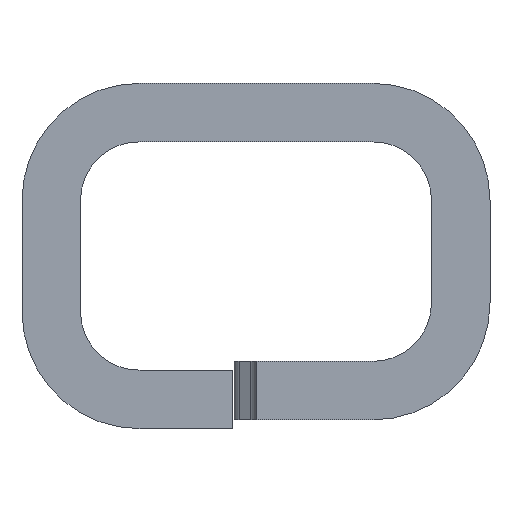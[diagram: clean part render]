
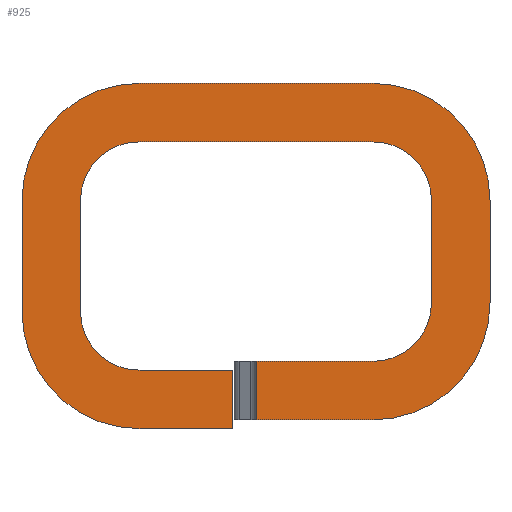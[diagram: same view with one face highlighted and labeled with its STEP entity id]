
A CAD part, front view. The second image highlights one B-rep face of the part: STEP entity #925.
In plain terms, the highlighted planar face has unit normal (0, -1, 0).
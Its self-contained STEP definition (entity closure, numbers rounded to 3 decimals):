
#131 = VERTEX_POINT('',#132);
#132 = CARTESIAN_POINT('',(0.,-0.4,0.23));
#138 = EDGE_CURVE('',#139,#131,#141,.T.);
#139 = VERTEX_POINT('',#140);
#140 = CARTESIAN_POINT('',(0.4,-0.4,0.23));
#141 = LINE('',#142,#143);
#142 = CARTESIAN_POINT('',(0.,-0.4,0.23));
#143 = VECTOR('',#144,1.);
#144 = DIRECTION('',(-1.,0.,0.));
#170 = VERTEX_POINT('',#171);
#171 = CARTESIAN_POINT('',(0.,-0.4,0.03));
#177 = EDGE_CURVE('',#131,#170,#178,.T.);
#178 = LINE('',#179,#180);
#179 = CARTESIAN_POINT('',(0.,-0.4,0.23));
#180 = VECTOR('',#181,1.);
#181 = DIRECTION('',(0.,0.,-1.));
#200 = VERTEX_POINT('',#201);
#201 = CARTESIAN_POINT('',(0.4,-0.4,0.03));
#207 = EDGE_CURVE('',#170,#200,#208,.T.);
#208 = LINE('',#209,#210);
#209 = CARTESIAN_POINT('',(0.,-0.4,0.03));
#210 = VECTOR('',#211,1.);
#211 = DIRECTION('',(1.,0.,0.));
#291 = VERTEX_POINT('',#292);
#292 = CARTESIAN_POINT('',(0.8,-0.4,0.43));
#298 = EDGE_CURVE('',#200,#291,#299,.T.);
#299 = CIRCLE('',#300,0.4);
#300 = AXIS2_PLACEMENT_3D('',#301,#302,#303);
#301 = CARTESIAN_POINT('',(0.4,-0.4,0.43));
#302 = DIRECTION('',(0.,-1.,0.));
#303 = DIRECTION('',(1.,0.,0.));
#323 = VERTEX_POINT('',#324);
#324 = CARTESIAN_POINT('',(0.8,-0.4,0.78));
#330 = EDGE_CURVE('',#291,#323,#331,.T.);
#331 = LINE('',#332,#333);
#332 = CARTESIAN_POINT('',(0.8,-0.4,0.78));
#333 = VECTOR('',#334,1.);
#334 = DIRECTION('',(0.,0.,1.));
#355 = VERTEX_POINT('',#356);
#356 = CARTESIAN_POINT('',(0.4,-0.4,1.18));
#362 = EDGE_CURVE('',#323,#355,#363,.T.);
#363 = CIRCLE('',#364,0.4);
#364 = AXIS2_PLACEMENT_3D('',#365,#366,#367);
#365 = CARTESIAN_POINT('',(0.4,-0.4,0.78));
#366 = DIRECTION('',(0.,-1.,0.));
#367 = DIRECTION('',(-1.,0.,0.));
#387 = VERTEX_POINT('',#388);
#388 = CARTESIAN_POINT('',(-0.4,-0.4,1.18));
#394 = EDGE_CURVE('',#355,#387,#395,.T.);
#395 = LINE('',#396,#397);
#396 = CARTESIAN_POINT('',(-0.4,-0.4,1.18));
#397 = VECTOR('',#398,1.);
#398 = DIRECTION('',(-1.,0.,0.));
#419 = VERTEX_POINT('',#420);
#420 = CARTESIAN_POINT('',(-0.8,-0.4,0.78));
#426 = EDGE_CURVE('',#387,#419,#427,.T.);
#427 = CIRCLE('',#428,0.4);
#428 = AXIS2_PLACEMENT_3D('',#429,#430,#431);
#429 = CARTESIAN_POINT('',(-0.4,-0.4,0.78));
#430 = DIRECTION('',(0.,-1.,0.));
#431 = DIRECTION('',(1.,0.,0.));
#451 = VERTEX_POINT('',#452);
#452 = CARTESIAN_POINT('',(-0.8,-0.4,0.4));
#458 = EDGE_CURVE('',#419,#451,#459,.T.);
#459 = LINE('',#460,#461);
#460 = CARTESIAN_POINT('',(-0.8,-0.4,0.78));
#461 = VECTOR('',#462,1.);
#462 = DIRECTION('',(0.,0.,-1.));
#483 = VERTEX_POINT('',#484);
#484 = CARTESIAN_POINT('',(-0.4,-0.4,0.));
#490 = EDGE_CURVE('',#451,#483,#491,.T.);
#491 = CIRCLE('',#492,0.4);
#492 = AXIS2_PLACEMENT_3D('',#493,#494,#495);
#493 = CARTESIAN_POINT('',(-0.4,-0.4,0.4));
#494 = DIRECTION('',(0.,-1.,0.));
#495 = DIRECTION('',(-1.,0.,0.));
#583 = VERTEX_POINT('',#584);
#584 = CARTESIAN_POINT('',(-0.08,-0.4,0.));
#590 = EDGE_CURVE('',#483,#583,#591,.T.);
#591 = LINE('',#592,#593);
#592 = CARTESIAN_POINT('',(-0.16,-0.4,0.));
#593 = VECTOR('',#594,1.);
#594 = DIRECTION('',(1.,0.,0.));
#616 = VERTEX_POINT('',#617);
#617 = CARTESIAN_POINT('',(-0.4,-0.4,0.2));
#623 = EDGE_CURVE('',#624,#616,#626,.T.);
#624 = VERTEX_POINT('',#625);
#625 = CARTESIAN_POINT('',(-0.08,-0.4,0.2));
#626 = LINE('',#627,#628);
#627 = CARTESIAN_POINT('',(-0.16,-0.4,0.2));
#628 = VECTOR('',#629,1.);
#629 = DIRECTION('',(-1.,0.,0.));
#714 = EDGE_CURVE('',#616,#715,#717,.T.);
#715 = VERTEX_POINT('',#716);
#716 = CARTESIAN_POINT('',(-0.6,-0.4,0.4));
#717 = CIRCLE('',#718,0.2);
#718 = AXIS2_PLACEMENT_3D('',#719,#720,#721);
#719 = CARTESIAN_POINT('',(-0.4,-0.4,0.4));
#720 = DIRECTION('',(0.,1.,0.));
#721 = DIRECTION('',(1.,0.,0.));
#755 = VERTEX_POINT('',#756);
#756 = CARTESIAN_POINT('',(-0.6,-0.4,0.78));
#762 = EDGE_CURVE('',#715,#755,#763,.T.);
#763 = LINE('',#764,#765);
#764 = CARTESIAN_POINT('',(-0.6,-0.4,0.78));
#765 = VECTOR('',#766,1.);
#766 = DIRECTION('',(0.,0.,1.));
#778 = EDGE_CURVE('',#755,#779,#781,.T.);
#779 = VERTEX_POINT('',#780);
#780 = CARTESIAN_POINT('',(-0.4,-0.4,0.98));
#781 = CIRCLE('',#782,0.2);
#782 = AXIS2_PLACEMENT_3D('',#783,#784,#785);
#783 = CARTESIAN_POINT('',(-0.4,-0.4,0.78));
#784 = DIRECTION('',(0.,1.,0.));
#785 = DIRECTION('',(1.,0.,0.));
#819 = VERTEX_POINT('',#820);
#820 = CARTESIAN_POINT('',(0.4,-0.4,0.98));
#826 = EDGE_CURVE('',#779,#819,#827,.T.);
#827 = LINE('',#828,#829);
#828 = CARTESIAN_POINT('',(-0.4,-0.4,0.98));
#829 = VECTOR('',#830,1.);
#830 = DIRECTION('',(1.,0.,0.));
#842 = EDGE_CURVE('',#819,#843,#845,.T.);
#843 = VERTEX_POINT('',#844);
#844 = CARTESIAN_POINT('',(0.6,-0.4,0.78));
#845 = CIRCLE('',#846,0.2);
#846 = AXIS2_PLACEMENT_3D('',#847,#848,#849);
#847 = CARTESIAN_POINT('',(0.4,-0.4,0.78));
#848 = DIRECTION('',(0.,1.,0.));
#849 = DIRECTION('',(-1.,0.,0.));
#883 = VERTEX_POINT('',#884);
#884 = CARTESIAN_POINT('',(0.6,-0.4,0.43));
#890 = EDGE_CURVE('',#843,#883,#891,.T.);
#891 = LINE('',#892,#893);
#892 = CARTESIAN_POINT('',(0.6,-0.4,0.78));
#893 = VECTOR('',#894,1.);
#894 = DIRECTION('',(0.,0.,-1.));
#906 = EDGE_CURVE('',#883,#139,#907,.T.);
#907 = CIRCLE('',#908,0.2);
#908 = AXIS2_PLACEMENT_3D('',#909,#910,#911);
#909 = CARTESIAN_POINT('',(0.4,-0.4,0.43));
#910 = DIRECTION('',(0.,1.,0.));
#911 = DIRECTION('',(1.,0.,0.));
#925 = ADVANCED_FACE('',(#926),#953,.T.);
#926 = FACE_BOUND('',#927,.T.);
#927 = EDGE_LOOP('',(#928,#929,#930,#931,#932,#933,#934,#935,#936,#937,
    #938,#939,#945,#946,#947,#948,#949,#950,#951,#952));
#928 = ORIENTED_EDGE('',*,*,#138,.T.);
#929 = ORIENTED_EDGE('',*,*,#177,.T.);
#930 = ORIENTED_EDGE('',*,*,#207,.T.);
#931 = ORIENTED_EDGE('',*,*,#298,.T.);
#932 = ORIENTED_EDGE('',*,*,#330,.T.);
#933 = ORIENTED_EDGE('',*,*,#362,.T.);
#934 = ORIENTED_EDGE('',*,*,#394,.T.);
#935 = ORIENTED_EDGE('',*,*,#426,.T.);
#936 = ORIENTED_EDGE('',*,*,#458,.T.);
#937 = ORIENTED_EDGE('',*,*,#490,.T.);
#938 = ORIENTED_EDGE('',*,*,#590,.T.);
#939 = ORIENTED_EDGE('',*,*,#940,.T.);
#940 = EDGE_CURVE('',#583,#624,#941,.T.);
#941 = LINE('',#942,#943);
#942 = CARTESIAN_POINT('',(-0.08,-0.4,0.));
#943 = VECTOR('',#944,1.);
#944 = DIRECTION('',(0.,0.,1.));
#945 = ORIENTED_EDGE('',*,*,#623,.T.);
#946 = ORIENTED_EDGE('',*,*,#714,.T.);
#947 = ORIENTED_EDGE('',*,*,#762,.T.);
#948 = ORIENTED_EDGE('',*,*,#778,.T.);
#949 = ORIENTED_EDGE('',*,*,#826,.T.);
#950 = ORIENTED_EDGE('',*,*,#842,.T.);
#951 = ORIENTED_EDGE('',*,*,#890,.T.);
#952 = ORIENTED_EDGE('',*,*,#906,.T.);
#953 = PLANE('',#954);
#954 = AXIS2_PLACEMENT_3D('',#955,#956,#957);
#955 = CARTESIAN_POINT('',(0.4,-0.4,0.43));
#956 = DIRECTION('',(0.,-1.,0.));
#957 = DIRECTION('',(1.,0.,0.));
